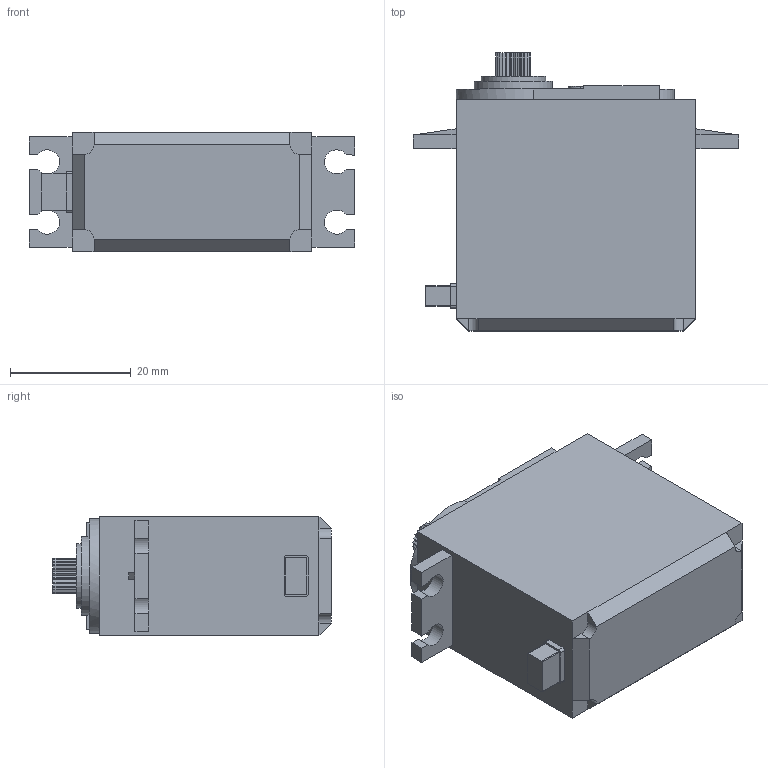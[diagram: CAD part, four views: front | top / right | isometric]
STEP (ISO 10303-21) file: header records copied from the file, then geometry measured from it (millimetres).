
FILE_DESCRIPTION(/* description */ (''),/* implementation_level */ '2;1');
FILE_NAME(/* name */ 'MG996R.step',/* time_stamp */ '2023-03-19T16:29:36+11:00',/* author */ (''),/* organization */ (''),/* preprocessor_version */ 'ST-DEVELOPER v19.2',/* originating_system */ 'Autodesk Translation Framework v11.17.0.187',/* authorisation */ '');
FILE_SCHEMA (('AUTOMOTIVE_DESIGN { 1 0 10303 214 3 1 1 }'));
Length unit declared in the file: millimetre
Products named in the file (1): (Unsaved)
Bounding box: 54 x 46.15 x 19.8 mm (x, y, z)
Volume: 31934.7 mm3; surface area: 7117.9 mm2
Topology: 1 solids, 1 shells, 177 faces, 477 edges, 311 vertices
Faces by surface type: plane 130, cylinder 47
Full cylindrical faces by diameter (mm): 2.2 x1, 10.7 x1, 13 x1
Entity records: 5538 total; most frequent: CARTESIAN_POINT 966, ORIENTED_EDGE 954, DIRECTION 928, EDGE_CURVE 477, LINE 382, VECTOR 382, VERTEX_POINT 311, AXIS2_PLACEMENT_3D 273
